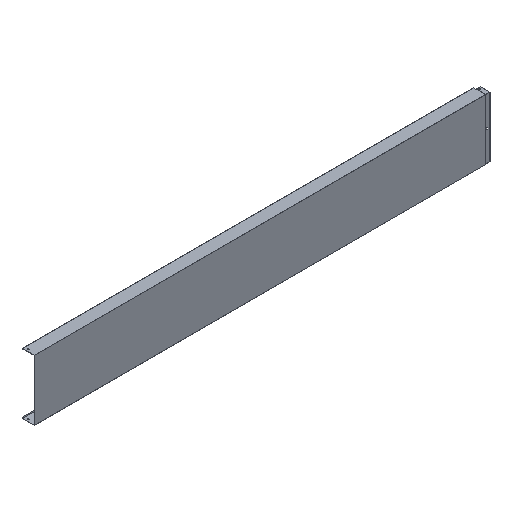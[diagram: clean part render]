
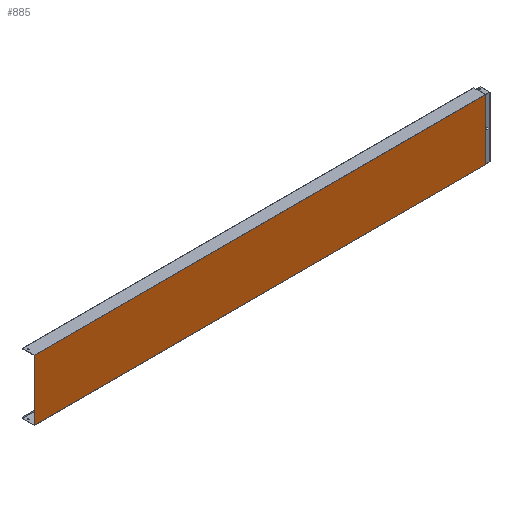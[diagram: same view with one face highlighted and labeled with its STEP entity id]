
A CAD part, isometric view. The second image highlights one B-rep face of the part: STEP entity #885.
In plain terms, the highlighted planar face has unit normal (0, -1, 0).
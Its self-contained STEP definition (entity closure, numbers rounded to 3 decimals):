
#13 = VECTOR ( 'NONE', #57, 1000. ) ;
#57 = DIRECTION ( 'NONE',  ( -1., 0., 0. ) ) ;
#76 = DIRECTION ( 'NONE',  ( 0., 0., -1. ) ) ;
#107 = AXIS2_PLACEMENT_3D ( 'NONE', #1688, #840, #76 ) ;
#170 = CARTESIAN_POINT ( 'NONE',  ( -2970., 0., 200. ) ) ;
#321 = VERTEX_POINT ( 'NONE', #455 ) ;
#448 = ORIENTED_EDGE ( 'NONE', *, *, #1349, .F. ) ;
#455 = CARTESIAN_POINT ( 'NONE',  ( 2.646, 0., -200. ) ) ;
#479 = VECTOR ( 'NONE', #1599, 1000. ) ;
#549 = EDGE_LOOP ( 'NONE', ( #448, #1182, #553, #1517 ) ) ;
#553 = ORIENTED_EDGE ( 'NONE', *, *, #1078, .T. ) ;
#566 = VECTOR ( 'NONE', #1375, 1000. ) ;
#684 = CARTESIAN_POINT ( 'NONE',  ( 2.646, 0., -200. ) ) ;
#725 = CARTESIAN_POINT ( 'NONE',  ( -2970., 0., -200. ) ) ;
#743 = CARTESIAN_POINT ( 'NONE',  ( 400.001, 0., 200. ) ) ;
#793 = DIRECTION ( 'NONE',  ( 0., 0., 1. ) ) ;
#813 = LINE ( 'NONE', #743, #479 ) ;
#827 = CARTESIAN_POINT ( 'NONE',  ( 2.646, 0., 200. ) ) ;
#840 = DIRECTION ( 'NONE',  ( 0., -1., 0. ) ) ;
#846 = VERTEX_POINT ( 'NONE', #827 ) ;
#861 = LINE ( 'NONE', #170, #566 ) ;
#862 = LINE ( 'NONE', #1675, #13 ) ;
#885 = ADVANCED_FACE ( 'NONE', ( #1507 ), #1566, .T. ) ;
#1078 = EDGE_CURVE ( 'NONE', #846, #1493, #813, .T. ) ;
#1105 = VECTOR ( 'NONE', #793, 1000. ) ;
#1182 = ORIENTED_EDGE ( 'NONE', *, *, #1284, .T. ) ;
#1284 = EDGE_CURVE ( 'NONE', #321, #846, #1743, .T. ) ;
#1296 = EDGE_CURVE ( 'NONE', #1493, #1447, #861, .T. ) ;
#1349 = EDGE_CURVE ( 'NONE', #321, #1447, #862, .T. ) ;
#1375 = DIRECTION ( 'NONE',  ( 0., 0., -1. ) ) ;
#1447 = VERTEX_POINT ( 'NONE', #725 ) ;
#1493 = VERTEX_POINT ( 'NONE', #1582 ) ;
#1507 = FACE_OUTER_BOUND ( 'NONE', #549, .T. ) ;
#1517 = ORIENTED_EDGE ( 'NONE', *, *, #1296, .T. ) ;
#1566 = PLANE ( 'NONE',  #107 ) ;
#1582 = CARTESIAN_POINT ( 'NONE',  ( -2970., 0., 200. ) ) ;
#1599 = DIRECTION ( 'NONE',  ( -1., 0., 0. ) ) ;
#1675 = CARTESIAN_POINT ( 'NONE',  ( 400.001, 0., -200. ) ) ;
#1688 = CARTESIAN_POINT ( 'NONE',  ( -2970., 0., 200. ) ) ;
#1743 = LINE ( 'NONE', #684, #1105 ) ;
